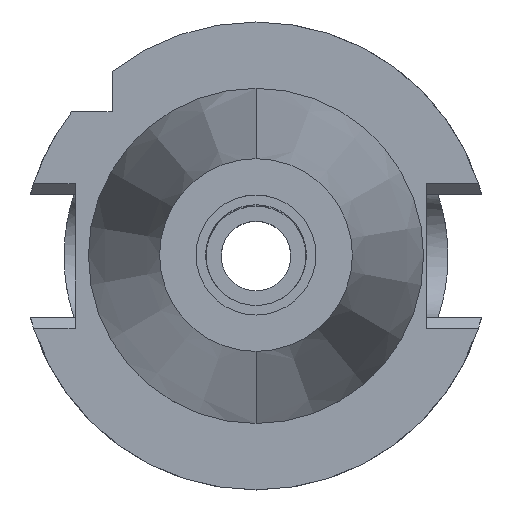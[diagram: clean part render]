
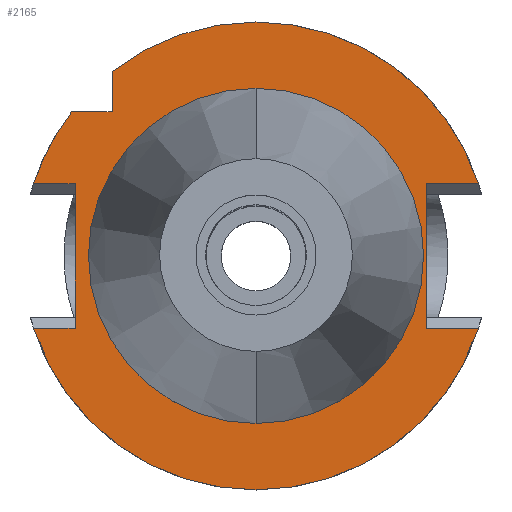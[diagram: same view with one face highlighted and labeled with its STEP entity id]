
A CAD part, top view. The second image highlights one B-rep face of the part: STEP entity #2165.
In plain terms, the highlighted planar face has unit normal (0, 0, 1).
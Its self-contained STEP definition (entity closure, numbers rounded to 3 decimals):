
#108=DIRECTION('',(-1.,0.,0.));
#109=VECTOR('',#108,8.669);
#110=CARTESIAN_POINT('',(-37.7,15.05,-1.5));
#111=LINE('',#110,#109);
#115=CARTESIAN_POINT('',(0.,0.,-1.5));
#116=DIRECTION('',(0.,0.,-1.));
#117=DIRECTION('',(-0.951,0.309,0.));
#118=AXIS2_PLACEMENT_3D('',#115,#116,#117);
#123=DIRECTION('',(0.,1.,0.));
#124=VECTOR('',#123,8.426);
#125=CARTESIAN_POINT('',(-30.,30.,-1.5));
#126=LINE('',#125,#124);
#130=CARTESIAN_POINT('',(0.,0.,-1.5));
#131=DIRECTION('',(0.,0.,-1.));
#132=DIRECTION('',(-0.615,0.788,0.));
#133=AXIS2_PLACEMENT_3D('',#130,#131,#132);
#138=CARTESIAN_POINT('',(0.,0.,-1.5));
#139=DIRECTION('',(0.,0.,-1.));
#140=DIRECTION('',(0.,1.,0.));
#141=AXIS2_PLACEMENT_3D('',#138,#139,#140);
#146=DIRECTION('',(0.,-1.,0.));
#147=VECTOR('',#146,30.1);
#148=CARTESIAN_POINT('',(35.5,15.05,-1.5));
#149=LINE('',#148,#147);
#153=DIRECTION('',(1.,0.,0.));
#154=VECTOR('',#153,10.869);
#155=CARTESIAN_POINT('',(35.5,-15.05,-1.5));
#156=LINE('',#155,#154);
#160=CARTESIAN_POINT('',(0.,0.,-1.5));
#161=DIRECTION('',(0.,0.,-1.));
#162=DIRECTION('',(0.951,-0.309,0.));
#163=AXIS2_PLACEMENT_3D('',#160,#161,#162);
#168=CARTESIAN_POINT('',(0.,0.,-1.5));
#169=DIRECTION('',(0.,0.,-1.));
#170=DIRECTION('',(0.,-1.,0.));
#171=AXIS2_PLACEMENT_3D('',#168,#169,#170);
#176=CARTESIAN_POINT('',(0.,0.,-1.5));
#177=DIRECTION('',(0.,0.,1.));
#178=DIRECTION('',(0.,-1.,0.));
#179=AXIS2_PLACEMENT_3D('',#176,#177,#178);
#184=CARTESIAN_POINT('',(0.,0.,-1.5));
#185=DIRECTION('',(0.,0.,1.));
#186=DIRECTION('',(0.,1.,0.));
#187=AXIS2_PLACEMENT_3D('',#184,#185,#186);
#192=DIRECTION('',(0.,-1.,0.));
#193=VECTOR('',#192,30.1);
#194=CARTESIAN_POINT('',(-37.7,15.05,-1.5));
#195=LINE('',#194,#193);
#244=DIRECTION('',(-1.,0.,0.));
#245=VECTOR('',#244,8.669);
#246=CARTESIAN_POINT('',(-37.7,-15.05,-1.5));
#247=LINE('',#246,#245);
#625=DIRECTION('',(1.,0.,0.));
#626=VECTOR('',#625,10.869);
#627=CARTESIAN_POINT('',(35.5,15.05,-1.5));
#628=LINE('',#627,#626);
#1591=DIRECTION('',(-1.,0.,0.));
#1592=VECTOR('',#1591,8.426);
#1593=CARTESIAN_POINT('',(-30.,30.,-1.5));
#1594=LINE('',#1593,#1592);
#1759=CARTESIAN_POINT('',(0.,34.925,-1.5));
#1760=VERTEX_POINT('',#1759);
#1761=CARTESIAN_POINT('',(0.,-34.925,-1.5));
#1762=VERTEX_POINT('',#1761);
#1763=CARTESIAN_POINT('',(-37.7,15.05,-1.5));
#1764=CARTESIAN_POINT('',(-37.7,-15.05,-1.5));
#1765=VERTEX_POINT('',#1763);
#1766=VERTEX_POINT('',#1764);
#1767=CARTESIAN_POINT('',(-46.369,15.05,-1.5));
#1768=VERTEX_POINT('',#1767);
#1769=CARTESIAN_POINT('',(-38.426,30.,-1.5));
#1770=VERTEX_POINT('',#1769);
#1771=CARTESIAN_POINT('',(-30.,30.,-1.5));
#1772=VERTEX_POINT('',#1771);
#1773=CARTESIAN_POINT('',(-30.,38.426,-1.5));
#1774=VERTEX_POINT('',#1773);
#1775=CARTESIAN_POINT('',(0.,48.75,-1.5));
#1776=CARTESIAN_POINT('',(46.369,15.05,-1.5));
#1777=VERTEX_POINT('',#1775);
#1778=VERTEX_POINT('',#1776);
#1779=CARTESIAN_POINT('',(35.5,15.05,-1.5));
#1780=VERTEX_POINT('',#1779);
#1781=CARTESIAN_POINT('',(35.5,-15.05,-1.5));
#1782=VERTEX_POINT('',#1781);
#1783=CARTESIAN_POINT('',(46.369,-15.05,-1.5));
#1784=VERTEX_POINT('',#1783);
#1785=CARTESIAN_POINT('',(0.,-48.75,-1.5));
#1786=CARTESIAN_POINT('',(-46.369,-15.05,-1.5));
#1787=VERTEX_POINT('',#1785);
#1788=VERTEX_POINT('',#1786);
#2128=CARTESIAN_POINT('',(0.,0.,-1.5));
#2129=DIRECTION('',(0.,0.,1.));
#2130=DIRECTION('',(0.,1.,0.));
#2131=AXIS2_PLACEMENT_3D('',#2128,#2129,#2130);
#2132=PLANE('',#2131);
#2134=ORIENTED_EDGE('',*,*,#2133,.F.);
#2136=ORIENTED_EDGE('',*,*,#2135,.T.);
#2138=ORIENTED_EDGE('',*,*,#2137,.T.);
#2140=ORIENTED_EDGE('',*,*,#2139,.F.);
#2142=ORIENTED_EDGE('',*,*,#2141,.T.);
#2144=ORIENTED_EDGE('',*,*,#2143,.T.);
#2146=ORIENTED_EDGE('',*,*,#2145,.T.);
#2148=ORIENTED_EDGE('',*,*,#2147,.F.);
#2150=ORIENTED_EDGE('',*,*,#2149,.T.);
#2152=ORIENTED_EDGE('',*,*,#2151,.T.);
#2154=ORIENTED_EDGE('',*,*,#2153,.T.);
#2156=ORIENTED_EDGE('',*,*,#2155,.T.);
#2158=ORIENTED_EDGE('',*,*,#2157,.F.);
#2159=EDGE_LOOP('',(#2134,#2136,#2138,#2140,#2142,#2144,#2146,#2148,#2150,#2152,
#2154,#2156,#2158));
#2160=FACE_OUTER_BOUND('',#2159,.F.);
#2161=ORIENTED_EDGE('',*,*,#2107,.T.);
#2162=ORIENTED_EDGE('',*,*,#2123,.T.);
#2163=EDGE_LOOP('',(#2161,#2162));
#2164=FACE_BOUND('',#2163,.F.);
#119=CIRCLE('',#118,48.75);
#134=CIRCLE('',#133,48.75);
#142=CIRCLE('',#141,48.75);
#164=CIRCLE('',#163,48.75);
#172=CIRCLE('',#171,48.75);
#180=CIRCLE('',#179,34.925);
#188=CIRCLE('',#187,34.925);
#2107=EDGE_CURVE('',#1762,#1760,#180,.T.);
#2123=EDGE_CURVE('',#1760,#1762,#188,.T.);
#2133=EDGE_CURVE('',#1765,#1766,#195,.T.);
#2135=EDGE_CURVE('',#1765,#1768,#111,.T.);
#2137=EDGE_CURVE('',#1768,#1770,#119,.T.);
#2139=EDGE_CURVE('',#1772,#1770,#1594,.T.);
#2141=EDGE_CURVE('',#1772,#1774,#126,.T.);
#2143=EDGE_CURVE('',#1774,#1777,#134,.T.);
#2145=EDGE_CURVE('',#1777,#1778,#142,.T.);
#2147=EDGE_CURVE('',#1780,#1778,#628,.T.);
#2149=EDGE_CURVE('',#1780,#1782,#149,.T.);
#2151=EDGE_CURVE('',#1782,#1784,#156,.T.);
#2153=EDGE_CURVE('',#1784,#1787,#164,.T.);
#2155=EDGE_CURVE('',#1787,#1788,#172,.T.);
#2157=EDGE_CURVE('',#1766,#1788,#247,.T.);
#2165=ADVANCED_FACE('',(#2160,#2164),#2132,.T.);
